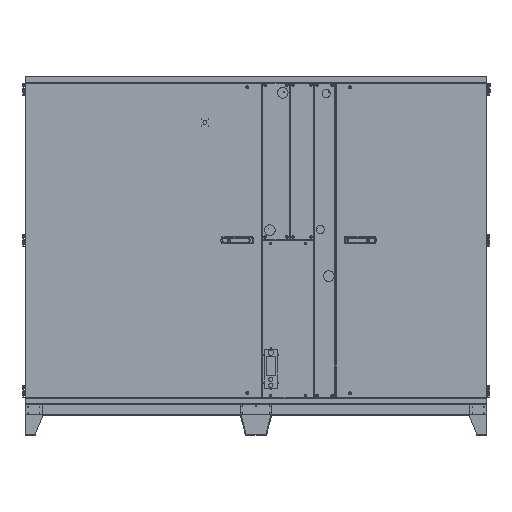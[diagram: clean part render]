
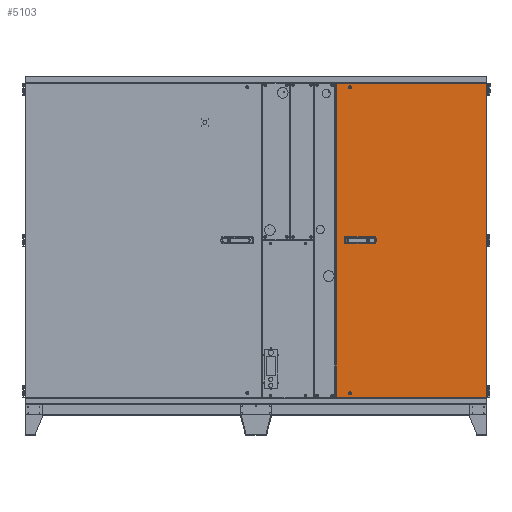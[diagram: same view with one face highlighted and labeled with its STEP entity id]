
A CAD part, top view. The second image highlights one B-rep face of the part: STEP entity #5103.
In plain terms, the highlighted planar face has unit normal (0, 0, 1).
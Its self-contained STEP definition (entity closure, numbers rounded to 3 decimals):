
#5103 = ADVANCED_FACE ( 'NONE', ( #105844, #105864, #105863, #105894, #105892 ), #94583, .T. ) ;
#9313 = EDGE_CURVE ( 'NONE', #83183, #83421, #122519, .T. ) ;
#9316 = EDGE_CURVE ( 'NONE', #83580, #84206, #122167, .T. ) ;
#9317 = EDGE_CURVE ( 'NONE', #83528, #83890, #122164, .T. ) ;
#9324 = EDGE_CURVE ( 'NONE', #83721, #83248, #122178, .T. ) ;
#9325 = EDGE_CURVE ( 'NONE', #84206, #83721, #122182, .T. ) ;
#9326 = EDGE_CURVE ( 'NONE', #84171, #83529, #122188, .T. ) ;
#9327 = EDGE_CURVE ( 'NONE', #83248, #83580, #122184, .T. ) ;
#9334 = EDGE_CURVE ( 'NONE', #83529, #83476, #122207, .T. ) ;
#9338 = EDGE_CURVE ( 'NONE', #83515, #83889, #122214, .T. ) ;
#9340 = EDGE_CURVE ( 'NONE', #83593, #84171, #122218, .T. ) ;
#9342 = EDGE_CURVE ( 'NONE', #83476, #83593, #122237, .T. ) ;
#9759 = EDGE_CURVE ( 'NONE', #83421, #83528, #121467, .T. ) ;
#9771 = EDGE_CURVE ( 'NONE', #83890, #83183, #121555, .T. ) ;
#9946 = EDGE_CURVE ( 'NONE', #83647, #83594, #121899, .T. ) ;
#9951 = EDGE_CURVE ( 'NONE', #83594, #83647, #121917, .T. ) ;
#9973 = EDGE_CURVE ( 'NONE', #83889, #83515, #121942, .T. ) ;
#17054 = AXIS2_PLACEMENT_3D ( 'NONE', #47651, #46767, #47107 ) ;
#17631 = AXIS2_PLACEMENT_3D ( 'NONE', #94674, #94644, #94787 ) ;
#32842 = DIRECTION ( 'NONE',  ( 1., 0., 0. ) ) ;
#33056 = CARTESIAN_POINT ( 'NONE',  ( 398.48, 34.6, 850.1 ) ) ;
#33210 = CARTESIAN_POINT ( 'NONE',  ( 468.14, 46.265, 850.1 ) ) ;
#33214 = CARTESIAN_POINT ( 'NONE',  ( 1148., 1595.6, 850.1 ) ) ;
#33294 = CARTESIAN_POINT ( 'NONE',  ( 493.48, 827.6, 850.1 ) ) ;
#33301 = CARTESIAN_POINT ( 'NONE',  ( 593.48, 802.6, 850.1 ) ) ;
#33307 = CARTESIAN_POINT ( 'NONE',  ( 468.14, 1583.935, 850.1 ) ) ;
#33328 = CARTESIAN_POINT ( 'NONE',  ( 443.48, 802.6, 850.1 ) ) ;
#33329 = CARTESIAN_POINT ( 'NONE',  ( 468.22, 1569.265, 850.1 ) ) ;
#33464 = CARTESIAN_POINT ( 'NONE',  ( 593.48, 827.6, 850.1 ) ) ;
#33541 = CARTESIAN_POINT ( 'NONE',  ( 493.48, 802.6, 850.1 ) ) ;
#34019 = CARTESIAN_POINT ( 'NONE',  ( 398.48, 34.6, 850.1 ) ) ;
#34100 = CARTESIAN_POINT ( 'NONE',  ( 443.48, 827.6, 850.1 ) ) ;
#34185 = CARTESIAN_POINT ( 'NONE',  ( 398.48, 1595.6, 850.1 ) ) ;
#34658 = CARTESIAN_POINT ( 'NONE',  ( 1148., 34.6, 850.1 ) ) ;
#34669 = CARTESIAN_POINT ( 'NONE',  ( 468.22, 60.935, 850.1 ) ) ;
#34683 = CARTESIAN_POINT ( 'NONE',  ( 543.48, 827.6, 850.1 ) ) ;
#34712 = CARTESIAN_POINT ( 'NONE',  ( 543.48, 802.6, 850.1 ) ) ;
#43008 = CARTESIAN_POINT ( 'NONE',  ( 468.18, 1576.6, 850.1 ) ) ;
#43174 = DIRECTION ( 'NONE',  ( 0., 0., 1. ) ) ;
#43199 = DIRECTION ( 'NONE',  ( 0., 0., 1. ) ) ;
#43270 = DIRECTION ( 'NONE',  ( -1., 0., 0. ) ) ;
#43333 = CARTESIAN_POINT ( 'NONE',  ( 468.18, 1576.6, 850.1 ) ) ;
#43360 = DIRECTION ( 'NONE',  ( 0., 0., 1. ) ) ;
#43366 = DIRECTION ( 'NONE',  ( 0.005, 1., 0. ) ) ;
#43370 = CARTESIAN_POINT ( 'NONE',  ( 468.18, 53.6, 850.1 ) ) ;
#43444 = CARTESIAN_POINT ( 'NONE',  ( 1148., 1595.6, 850.1 ) ) ;
#43493 = DIRECTION ( 'NONE',  ( -0.005, 1., 0. ) ) ;
#43516 = DIRECTION ( 'NONE',  ( -0.005, 1., 0. ) ) ;
#46717 = CARTESIAN_POINT ( 'NONE',  ( 593.48, 802.6, 850.1 ) ) ;
#46767 = DIRECTION ( 'NONE',  ( 0., 0., 1. ) ) ;
#46790 = DIRECTION ( 'NONE',  ( 1., 0., 0. ) ) ;
#46800 = DIRECTION ( 'NONE',  ( 0., -1., 0. ) ) ;
#46804 = CARTESIAN_POINT ( 'NONE',  ( 593.48, 827.6, 850.1 ) ) ;
#46975 = CARTESIAN_POINT ( 'NONE',  ( 443.48, 802.6, 850.1 ) ) ;
#47098 = CARTESIAN_POINT ( 'NONE',  ( 443.48, 827.6, 850.1 ) ) ;
#47107 = DIRECTION ( 'NONE',  ( 0.005, 1., 0. ) ) ;
#47242 = DIRECTION ( 'NONE',  ( -1., 0., 0. ) ) ;
#47266 = CARTESIAN_POINT ( 'NONE',  ( 443.48, 802.6, 850.1 ) ) ;
#47285 = DIRECTION ( 'NONE',  ( 0., -1., 0. ) ) ;
#47337 = DIRECTION ( 'NONE',  ( -1., 0., 0. ) ) ;
#47519 = DIRECTION ( 'NONE',  ( 0., 1., 0. ) ) ;
#47651 = CARTESIAN_POINT ( 'NONE',  ( 468.18, 53.6, 850.1 ) ) ;
#47653 = DIRECTION ( 'NONE',  ( 1., 0., 0. ) ) ;
#47736 = DIRECTION ( 'NONE',  ( 0., 1., 0. ) ) ;
#47752 = CARTESIAN_POINT ( 'NONE',  ( 543.48, 802.6, 850.1 ) ) ;
#47758 = DIRECTION ( 'NONE',  ( 0., 1., 0. ) ) ;
#47780 = CARTESIAN_POINT ( 'NONE',  ( 593.48, 802.6, 850.1 ) ) ;
#47823 = CARTESIAN_POINT ( 'NONE',  ( 1148., 32.6, 850.1 ) ) ;
#47839 = CARTESIAN_POINT ( 'NONE',  ( 493.48, 802.6, 850.1 ) ) ;
#47868 = CARTESIAN_POINT ( 'NONE',  ( 398.48, 1597.6, 850.1 ) ) ;
#47908 = DIRECTION ( 'NONE',  ( 0., -1., 0. ) ) ;
#56242 = ORIENTED_EDGE ( 'NONE', *, *, #9771, .T. ) ;
#56852 = ORIENTED_EDGE ( 'NONE', *, *, #9759, .T. ) ;
#57339 = ORIENTED_EDGE ( 'NONE', *, *, #9946, .F. ) ;
#57433 = ORIENTED_EDGE ( 'NONE', *, *, #9326, .F. ) ;
#57503 = ORIENTED_EDGE ( 'NONE', *, *, #9340, .F. ) ;
#57576 = ORIENTED_EDGE ( 'NONE', *, *, #9342, .F. ) ;
#57633 = ORIENTED_EDGE ( 'NONE', *, *, #9325, .F. ) ;
#57961 = ORIENTED_EDGE ( 'NONE', *, *, #9951, .F. ) ;
#83183 = VERTEX_POINT ( 'NONE', #34185 ) ;
#83248 = VERTEX_POINT ( 'NONE', #34100 ) ;
#83421 = VERTEX_POINT ( 'NONE', #34019 ) ;
#83476 = VERTEX_POINT ( 'NONE', #34712 ) ;
#83515 = VERTEX_POINT ( 'NONE', #34669 ) ;
#83528 = VERTEX_POINT ( 'NONE', #34658 ) ;
#83529 = VERTEX_POINT ( 'NONE', #34683 ) ;
#83580 = VERTEX_POINT ( 'NONE', #33328 ) ;
#83593 = VERTEX_POINT ( 'NONE', #33301 ) ;
#83594 = VERTEX_POINT ( 'NONE', #33307 ) ;
#83647 = VERTEX_POINT ( 'NONE', #33329 ) ;
#83721 = VERTEX_POINT ( 'NONE', #33294 ) ;
#83889 = VERTEX_POINT ( 'NONE', #33210 ) ;
#83890 = VERTEX_POINT ( 'NONE', #33214 ) ;
#84171 = VERTEX_POINT ( 'NONE', #33464 ) ;
#84206 = VERTEX_POINT ( 'NONE', #33541 ) ;
#94583 = PLANE ( 'NONE',  #17631 ) ;
#94644 = DIRECTION ( 'NONE',  ( 0., 0., 1. ) ) ;
#94674 = CARTESIAN_POINT ( 'NONE',  ( 1150., 1597.6, 850.1 ) ) ;
#94787 = DIRECTION ( 'NONE',  ( -1., 0., 0. ) ) ;
#104337 = EDGE_LOOP ( 'NONE', ( #57503, #57576, #119937, #57433 ) ) ;
#104399 = EDGE_LOOP ( 'NONE', ( #120059, #119955 ) ) ;
#104866 = EDGE_LOOP ( 'NONE', ( #57961, #57339 ) ) ;
#104933 = EDGE_LOOP ( 'NONE', ( #119653, #56242, #119952, #56852 ) ) ;
#105360 = EDGE_LOOP ( 'NONE', ( #119921, #119964, #57633, #120023 ) ) ;
#105844 = FACE_BOUND ( 'NONE', #104399, .T. ) ;
#105863 = FACE_BOUND ( 'NONE', #105360, .T. ) ;
#105864 = FACE_BOUND ( 'NONE', #104337, .T. ) ;
#105892 = FACE_BOUND ( 'NONE', #104866, .T. ) ;
#105894 = FACE_OUTER_BOUND ( 'NONE', #104933, .T. ) ;
#119653 = ORIENTED_EDGE ( 'NONE', *, *, #9317, .T. ) ;
#119921 = ORIENTED_EDGE ( 'NONE', *, *, #9327, .F. ) ;
#119937 = ORIENTED_EDGE ( 'NONE', *, *, #9334, .F. ) ;
#119952 = ORIENTED_EDGE ( 'NONE', *, *, #9313, .T. ) ;
#119955 = ORIENTED_EDGE ( 'NONE', *, *, #9973, .F. ) ;
#119964 = ORIENTED_EDGE ( 'NONE', *, *, #9324, .F. ) ;
#120023 = ORIENTED_EDGE ( 'NONE', *, *, #9316, .F. ) ;
#120059 = ORIENTED_EDGE ( 'NONE', *, *, #9338, .F. ) ;
#120628 = AXIS2_PLACEMENT_3D ( 'NONE', #43333, #43174, #43493 ) ;
#120665 = AXIS2_PLACEMENT_3D ( 'NONE', #43008, #43199, #43516 ) ;
#120676 = AXIS2_PLACEMENT_3D ( 'NONE', #43370, #43360, #43366 ) ;
#121430 = VECTOR ( 'NONE', #43270, 1000. ) ;
#121467 = LINE ( 'NONE', #33056, #121544 ) ;
#121544 = VECTOR ( 'NONE', #32842, 1000. ) ;
#121555 = LINE ( 'NONE', #43444, #121430 ) ;
#121899 = CIRCLE ( 'NONE', #120628, 7.336 ) ;
#121917 = CIRCLE ( 'NONE', #120665, 7.336 ) ;
#121942 = CIRCLE ( 'NONE', #120676, 7.336 ) ;
#122164 = LINE ( 'NONE', #47823, #122176 ) ;
#122165 = VECTOR ( 'NONE', #47285, 1000. ) ;
#122167 = LINE ( 'NONE', #46975, #122170 ) ;
#122170 = VECTOR ( 'NONE', #47653, 1000. ) ;
#122176 = VECTOR ( 'NONE', #47519, 1000. ) ;
#122178 = LINE ( 'NONE', #47098, #122186 ) ;
#122182 = LINE ( 'NONE', #47839, #122192 ) ;
#122184 = LINE ( 'NONE', #47266, #122200 ) ;
#122186 = VECTOR ( 'NONE', #47242, 1000. ) ;
#122188 = LINE ( 'NONE', #46804, #122195 ) ;
#122192 = VECTOR ( 'NONE', #47758, 1000. ) ;
#122195 = VECTOR ( 'NONE', #47337, 1000. ) ;
#122200 = VECTOR ( 'NONE', #47908, 1000. ) ;
#122207 = LINE ( 'NONE', #47752, #122212 ) ;
#122212 = VECTOR ( 'NONE', #46800, 1000. ) ;
#122214 = CIRCLE ( 'NONE', #17054, 7.336 ) ;
#122218 = LINE ( 'NONE', #47780, #122234 ) ;
#122227 = VECTOR ( 'NONE', #46790, 1000. ) ;
#122234 = VECTOR ( 'NONE', #47736, 1000. ) ;
#122237 = LINE ( 'NONE', #46717, #122227 ) ;
#122519 = LINE ( 'NONE', #47868, #122165 ) ;
